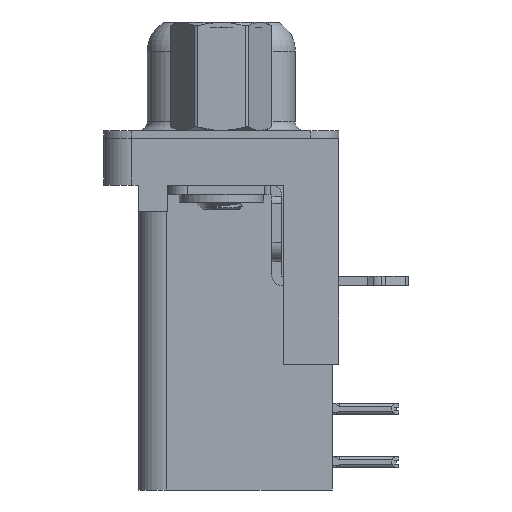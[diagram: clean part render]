
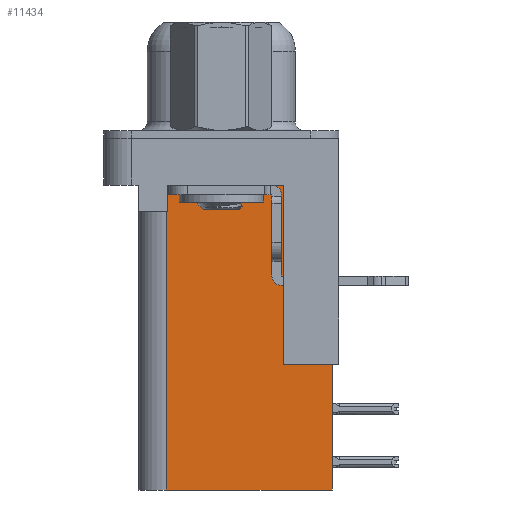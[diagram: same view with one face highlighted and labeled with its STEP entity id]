
A CAD part, left-side view. The second image highlights one B-rep face of the part: STEP entity #11434.
In plain terms, the highlighted planar face has unit normal (-1, 0, 0).
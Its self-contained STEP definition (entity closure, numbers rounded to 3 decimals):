
#104 = EDGE_CURVE ( 'NONE', #26549, #1636, #6107, .T. ) ;
#442 = EDGE_CURVE ( 'NONE', #1636, #6062, #4544, .T. ) ;
#807 = CARTESIAN_POINT ( 'NONE',  ( 3.79, 2.925, -18.76 ) ) ;
#815 = CARTESIAN_POINT ( 'NONE',  ( 3.79, -3.295, -18.76 ) ) ;
#1636 = VERTEX_POINT ( 'NONE', #13843 ) ;
#2852 = LINE ( 'NONE', #14718, #2967 ) ;
#2967 = VECTOR ( 'NONE', #19326, 1000. ) ;
#4067 = VERTEX_POINT ( 'NONE', #807 ) ;
#4097 = DIRECTION ( 'NONE',  ( 0., 0., -1. ) ) ;
#4464 = VECTOR ( 'NONE', #12243, 1000. ) ;
#4485 = LINE ( 'NONE', #20344, #11183 ) ;
#4544 = LINE ( 'NONE', #25134, #4464 ) ;
#5532 = VECTOR ( 'NONE', #4097, 1000. ) ;
#5561 = LINE ( 'NONE', #17753, #5532 ) ;
#6062 = VERTEX_POINT ( 'NONE', #23171 ) ;
#6067 = VECTOR ( 'NONE', #11296, 1000. ) ;
#6107 = LINE ( 'NONE', #11256, #6067 ) ;
#7064 = CARTESIAN_POINT ( 'NONE',  ( 3.79, -5.925, -12.05 ) ) ;
#7265 = ORIENTED_EDGE ( 'NONE', *, *, #7370, .T. ) ;
#7370 = EDGE_CURVE ( 'NONE', #6062, #10941, #8877, .T. ) ;
#7680 = ORIENTED_EDGE ( 'NONE', *, *, #104, .T. ) ;
#8132 = CARTESIAN_POINT ( 'NONE',  ( 3.79, -5.925, -18.76 ) ) ;
#8151 = EDGE_CURVE ( 'NONE', #26549, #18234, #5561, .T. ) ;
#8493 = VECTOR ( 'NONE', #26100, 1000. ) ;
#8583 = LINE ( 'NONE', #23783, #8493 ) ;
#8707 = VECTOR ( 'NONE', #25052, 1000. ) ;
#8877 = LINE ( 'NONE', #25459, #8707 ) ;
#9626 = EDGE_LOOP ( 'NONE', ( #7265, #17993, #17295, #13977, #23994, #29346, #7680, #27318 ) ) ;
#10208 = AXIS2_PLACEMENT_3D ( 'NONE', #815, #28080, #21268 ) ;
#10941 = VERTEX_POINT ( 'NONE', #18698 ) ;
#11183 = VECTOR ( 'NONE', #29412, 1000. ) ;
#11256 = CARTESIAN_POINT ( 'NONE',  ( 3.79, -6.295, -12.05 ) ) ;
#11296 = DIRECTION ( 'NONE',  ( 0., 1., 0. ) ) ;
#11434 = ADVANCED_FACE ( 'NONE', ( #22490 ), #19035, .F. ) ;
#12243 = DIRECTION ( 'NONE',  ( 0., 0., 1. ) ) ;
#12507 = VERTEX_POINT ( 'NONE', #16395 ) ;
#13502 = EDGE_CURVE ( 'NONE', #18234, #4067, #13881, .T. ) ;
#13671 = VECTOR ( 'NONE', #25635, 1000. ) ;
#13843 = CARTESIAN_POINT ( 'NONE',  ( 3.79, -3.295, -12.05 ) ) ;
#13881 = LINE ( 'NONE', #21023, #13671 ) ;
#13977 = ORIENTED_EDGE ( 'NONE', *, *, #29156, .F. ) ;
#14718 = CARTESIAN_POINT ( 'NONE',  ( 3.79, 0., -3.9 ) ) ;
#14997 = EDGE_CURVE ( 'NONE', #10941, #24617, #8583, .T. ) ;
#16395 = CARTESIAN_POINT ( 'NONE',  ( 3.79, 2.925, -3.9 ) ) ;
#17295 = ORIENTED_EDGE ( 'NONE', *, *, #25319, .T. ) ;
#17753 = CARTESIAN_POINT ( 'NONE',  ( 3.79, -5.925, -2. ) ) ;
#17993 = ORIENTED_EDGE ( 'NONE', *, *, #14997, .T. ) ;
#18234 = VERTEX_POINT ( 'NONE', #8132 ) ;
#18698 = CARTESIAN_POINT ( 'NONE',  ( 3.79, 2.895, -2.5 ) ) ;
#18916 = CARTESIAN_POINT ( 'NONE',  ( 3.79, 2.895, -3.9 ) ) ;
#19035 = PLANE ( 'NONE',  #10208 ) ;
#19326 = DIRECTION ( 'NONE',  ( 0., 1., 0. ) ) ;
#20344 = CARTESIAN_POINT ( 'NONE',  ( 3.79, 2.925, -18.76 ) ) ;
#21023 = CARTESIAN_POINT ( 'NONE',  ( 3.79, -3.295, -18.76 ) ) ;
#21268 = DIRECTION ( 'NONE',  ( 0., 1., 0. ) ) ;
#22490 = FACE_OUTER_BOUND ( 'NONE', #9626, .T. ) ;
#23171 = CARTESIAN_POINT ( 'NONE',  ( 3.79, -3.295, -2.5 ) ) ;
#23783 = CARTESIAN_POINT ( 'NONE',  ( 3.79, 2.895, -3.9 ) ) ;
#23994 = ORIENTED_EDGE ( 'NONE', *, *, #13502, .F. ) ;
#24617 = VERTEX_POINT ( 'NONE', #18916 ) ;
#25052 = DIRECTION ( 'NONE',  ( 0., 1., 0. ) ) ;
#25134 = CARTESIAN_POINT ( 'NONE',  ( 3.79, -3.295, -18.76 ) ) ;
#25319 = EDGE_CURVE ( 'NONE', #24617, #12507, #2852, .T. ) ;
#25459 = CARTESIAN_POINT ( 'NONE',  ( 3.79, -3.295, -2.5 ) ) ;
#25635 = DIRECTION ( 'NONE',  ( 0., 1., 0. ) ) ;
#26100 = DIRECTION ( 'NONE',  ( 0., 0., -1. ) ) ;
#26549 = VERTEX_POINT ( 'NONE', #7064 ) ;
#27318 = ORIENTED_EDGE ( 'NONE', *, *, #442, .T. ) ;
#28080 = DIRECTION ( 'NONE',  ( 1., 0., 0. ) ) ;
#29156 = EDGE_CURVE ( 'NONE', #4067, #12507, #4485, .T. ) ;
#29346 = ORIENTED_EDGE ( 'NONE', *, *, #8151, .F. ) ;
#29412 = DIRECTION ( 'NONE',  ( 0., 0., 1. ) ) ;
